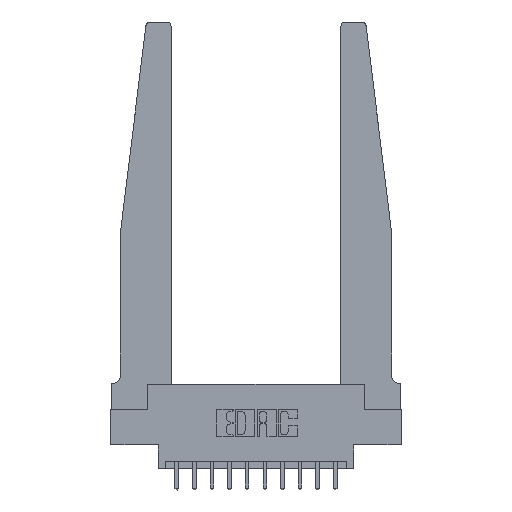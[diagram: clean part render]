
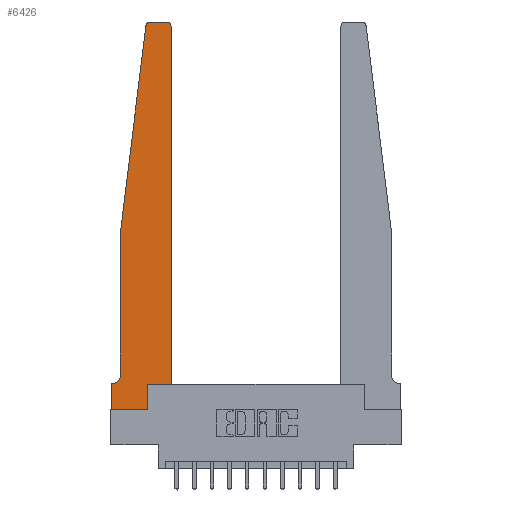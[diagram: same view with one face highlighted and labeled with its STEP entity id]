
A CAD part, top view. The second image highlights one B-rep face of the part: STEP entity #6426.
In plain terms, the highlighted planar face has unit normal (0, 0, 1).
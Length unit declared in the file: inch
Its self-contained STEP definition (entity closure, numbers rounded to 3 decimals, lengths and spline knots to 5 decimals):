
#54 = CARTESIAN_POINT ( 'NONE',  ( 0.2605, 0.18, 0.37 ) ) ;
#68 = CARTESIAN_POINT ( 'NONE',  ( 0.015, 0.2375, 0.37 ) ) ;
#118 = CIRCLE ( 'NONE', #15051, 0.05 ) ;
#525 = VERTEX_POINT ( 'NONE', #11019 ) ;
#585 = EDGE_CURVE ( 'NONE', #525, #5831, #5993, .T. ) ;
#1036 = DIRECTION ( 'NONE',  ( 1., 0., 0. ) ) ;
#1179 = DIRECTION ( 'NONE',  ( 0., 0., 1. ) ) ;
#1209 = CARTESIAN_POINT ( 'NONE',  ( 0.065, 0.1875, 0.37 ) ) ;
#1281 = EDGE_CURVE ( 'NONE', #6874, #15007, #118, .T. ) ;
#1433 = VERTEX_POINT ( 'NONE', #3835 ) ;
#1448 = DIRECTION ( 'NONE',  ( 0., 0., 1. ) ) ;
#1481 = CARTESIAN_POINT ( 'NONE',  ( 0.065, 1.25, 0.37 ) ) ;
#1636 = ORIENTED_EDGE ( 'NONE', *, *, #3438, .T. ) ;
#1690 = CARTESIAN_POINT ( 'NONE',  ( 0., 0.1875, 0.37 ) ) ;
#2039 = FACE_OUTER_BOUND ( 'NONE', #6678, .T. ) ;
#2353 = CIRCLE ( 'NONE', #4837, 0.03 ) ;
#2450 = DIRECTION ( 'NONE',  ( -1., 0., 0. ) ) ;
#2704 = LINE ( 'NONE', #6172, #3471 ) ;
#2735 = EDGE_CURVE ( 'NONE', #12789, #1433, #13013, .T. ) ;
#2823 = VECTOR ( 'NONE', #3459, 39.37008 ) ;
#2974 = VERTEX_POINT ( 'NONE', #6402 ) ;
#2992 = VERTEX_POINT ( 'NONE', #6072 ) ;
#3351 = CARTESIAN_POINT ( 'NONE',  ( 0.015, 0.1875, 0.37 ) ) ;
#3438 = EDGE_CURVE ( 'NONE', #13111, #2992, #4647, .T. ) ;
#3451 = ORIENTED_EDGE ( 'NONE', *, *, #585, .T. ) ;
#3459 = DIRECTION ( 'NONE',  ( -1., 0., 0. ) ) ;
#3471 = VECTOR ( 'NONE', #14757, 39.37008 ) ;
#3835 = CARTESIAN_POINT ( 'NONE',  ( 0.2605, 0., 0.37 ) ) ;
#4198 = CARTESIAN_POINT ( 'NONE',  ( 0.425, 0.18, 0.37 ) ) ;
#4552 = DIRECTION ( 'NONE',  ( 0., -1., 0. ) ) ;
#4647 = LINE ( 'NONE', #4198, #13951 ) ;
#4837 = AXIS2_PLACEMENT_3D ( 'NONE', #15603, #8252, #1036 ) ;
#4884 = CIRCLE ( 'NONE', #8605, 0.03 ) ;
#4950 = EDGE_CURVE ( 'NONE', #12830, #2974, #15413, .T. ) ;
#5210 = VECTOR ( 'NONE', #4552, 39.37008 ) ;
#5459 = EDGE_CURVE ( 'NONE', #2974, #6874, #8872, .T. ) ;
#5787 = ORIENTED_EDGE ( 'NONE', *, *, #10187, .T. ) ;
#5831 = VERTEX_POINT ( 'NONE', #10987 ) ;
#5993 = LINE ( 'NONE', #13797, #2823 ) ;
#6072 = CARTESIAN_POINT ( 'NONE',  ( 0.425, 0.18, 0.37 ) ) ;
#6172 = CARTESIAN_POINT ( 'NONE',  ( 0.2605, 0.18, 0.37 ) ) ;
#6402 = CARTESIAN_POINT ( 'NONE',  ( 0.065, 1.25, 0.37 ) ) ;
#6426 = ADVANCED_FACE ( 'NONE', ( #2039 ), #8697, .T. ) ;
#6678 = EDGE_LOOP ( 'NONE', ( #3451, #9704, #12078, #8932, #8008, #9544, #8112, #13401, #9095, #1636, #5787, #12520 ) ) ;
#6688 = DIRECTION ( 'NONE',  ( 0., 1., 0. ) ) ;
#6874 = VERTEX_POINT ( 'NONE', #9545 ) ;
#6914 = EDGE_CURVE ( 'NONE', #10080, #525, #4884, .T. ) ;
#7629 = DIRECTION ( 'NONE',  ( 0., 0., -1. ) ) ;
#7947 = EDGE_CURVE ( 'NONE', #8806, #12789, #11624, .T. ) ;
#8008 = ORIENTED_EDGE ( 'NONE', *, *, #1281, .T. ) ;
#8112 = ORIENTED_EDGE ( 'NONE', *, *, #7947, .T. ) ;
#8252 = DIRECTION ( 'NONE',  ( 0., 0., 1. ) ) ;
#8405 = CARTESIAN_POINT ( 'NONE',  ( 0.395, 2.72, 0.37 ) ) ;
#8605 = AXIS2_PLACEMENT_3D ( 'NONE', #8405, #1179, #9636 ) ;
#8697 = PLANE ( 'NONE',  #14155 ) ;
#8806 = VERTEX_POINT ( 'NONE', #1690 ) ;
#8872 = LINE ( 'NONE', #1481, #12483 ) ;
#8888 = VECTOR ( 'NONE', #12516, 39.37008 ) ;
#8896 = VECTOR ( 'NONE', #2450, 39.37008 ) ;
#8932 = ORIENTED_EDGE ( 'NONE', *, *, #5459, .T. ) ;
#9095 = ORIENTED_EDGE ( 'NONE', *, *, #9888, .T. ) ;
#9183 = CARTESIAN_POINT ( 'NONE',  ( 0.24675, 2.72367, 0.37 ) ) ;
#9544 = ORIENTED_EDGE ( 'NONE', *, *, #14622, .T. ) ;
#9545 = CARTESIAN_POINT ( 'NONE',  ( 0.065, 0.2375, 0.37 ) ) ;
#9636 = DIRECTION ( 'NONE',  ( 1., 0., 0. ) ) ;
#9704 = ORIENTED_EDGE ( 'NONE', *, *, #12978, .T. ) ;
#9745 = VECTOR ( 'NONE', #11699, 39.37008 ) ;
#9888 = EDGE_CURVE ( 'NONE', #1433, #13111, #2704, .T. ) ;
#9909 = DIRECTION ( 'NONE',  ( 1., 0., 0. ) ) ;
#9940 = DIRECTION ( 'NONE',  ( 0., -1., 0. ) ) ;
#10080 = VERTEX_POINT ( 'NONE', #11308 ) ;
#10187 = EDGE_CURVE ( 'NONE', #2992, #10080, #14915, .T. ) ;
#10557 = CARTESIAN_POINT ( 'NONE',  ( 0., 0., 0.37 ) ) ;
#10987 = CARTESIAN_POINT ( 'NONE',  ( 0.27653, 2.75, 0.37 ) ) ;
#11019 = CARTESIAN_POINT ( 'NONE',  ( 0.395, 2.75, 0.37 ) ) ;
#11072 = CARTESIAN_POINT ( 'NONE',  ( 0., 0.1875, 0.37 ) ) ;
#11308 = CARTESIAN_POINT ( 'NONE',  ( 0.425, 2.72, 0.37 ) ) ;
#11540 = CARTESIAN_POINT ( 'NONE',  ( 0., 0., 0.37 ) ) ;
#11624 = LINE ( 'NONE', #10557, #5210 ) ;
#11699 = DIRECTION ( 'NONE',  ( 1., 0., 0. ) ) ;
#11700 = CARTESIAN_POINT ( 'NONE',  ( 0., 0., 0.37 ) ) ;
#12078 = ORIENTED_EDGE ( 'NONE', *, *, #4950, .T. ) ;
#12099 = LINE ( 'NONE', #1209, #8896 ) ;
#12175 = DIRECTION ( 'NONE',  ( -1., 0., 0. ) ) ;
#12356 = CARTESIAN_POINT ( 'NONE',  ( 0.065, 1.25, 0.37 ) ) ;
#12483 = VECTOR ( 'NONE', #9940, 39.37008 ) ;
#12516 = DIRECTION ( 'NONE',  ( -0.122, -0.992, 0. ) ) ;
#12520 = ORIENTED_EDGE ( 'NONE', *, *, #6914, .T. ) ;
#12680 = DIRECTION ( 'NONE',  ( 1., 0., 0. ) ) ;
#12789 = VERTEX_POINT ( 'NONE', #11540 ) ;
#12830 = VERTEX_POINT ( 'NONE', #9183 ) ;
#12978 = EDGE_CURVE ( 'NONE', #5831, #12830, #2353, .T. ) ;
#13013 = LINE ( 'NONE', #11700, #9745 ) ;
#13111 = VERTEX_POINT ( 'NONE', #54 ) ;
#13401 = ORIENTED_EDGE ( 'NONE', *, *, #2735, .T. ) ;
#13797 = CARTESIAN_POINT ( 'NONE',  ( 0.25, 2.75, 0.37 ) ) ;
#13951 = VECTOR ( 'NONE', #12680, 39.37008 ) ;
#14155 = AXIS2_PLACEMENT_3D ( 'NONE', #11072, #1448, #9909 ) ;
#14622 = EDGE_CURVE ( 'NONE', #15007, #8806, #12099, .T. ) ;
#14757 = DIRECTION ( 'NONE',  ( 0., 1., 0. ) ) ;
#14915 = LINE ( 'NONE', #15298, #15304 ) ;
#15007 = VERTEX_POINT ( 'NONE', #3351 ) ;
#15051 = AXIS2_PLACEMENT_3D ( 'NONE', #68, #7629, #12175 ) ;
#15298 = CARTESIAN_POINT ( 'NONE',  ( 0.425, 0.18, 0.37 ) ) ;
#15304 = VECTOR ( 'NONE', #6688, 39.37008 ) ;
#15413 = LINE ( 'NONE', #12356, #8888 ) ;
#15603 = CARTESIAN_POINT ( 'NONE',  ( 0.27653, 2.72, 0.37 ) ) ;
